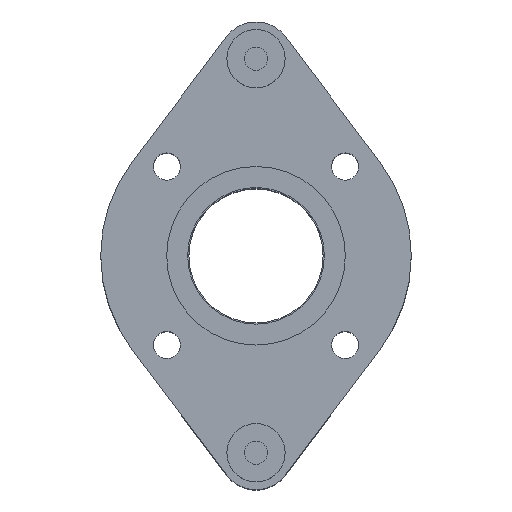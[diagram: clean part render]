
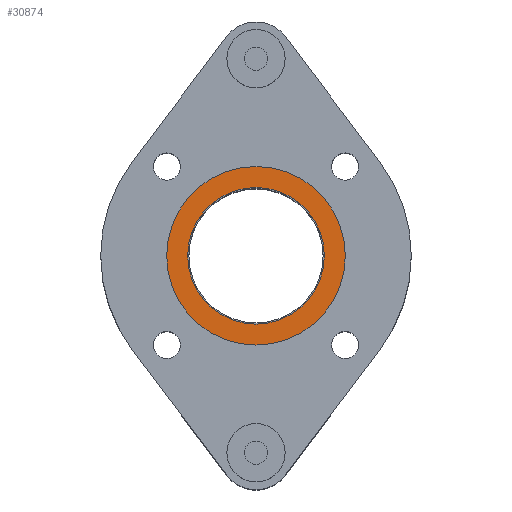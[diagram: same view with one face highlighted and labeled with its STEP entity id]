
A CAD part, top view. The second image highlights one B-rep face of the part: STEP entity #30874.
In plain terms, the highlighted planar face has unit normal (0, 0, 1).
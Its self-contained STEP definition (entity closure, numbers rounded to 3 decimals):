
#260 = CARTESIAN_POINT ( 'NONE',  ( 0., 0., 0.6 ) ) ;
#1454 = VERTEX_POINT ( 'NONE', #16980 ) ;
#2012 = AXIS2_PLACEMENT_3D ( 'NONE', #8005, #17806, #27618 ) ;
#2795 = DIRECTION ( 'NONE',  ( 0., 0., 1. ) ) ;
#4142 = EDGE_LOOP ( 'NONE', ( #5540, #31590 ) ) ;
#4389 = CIRCLE ( 'NONE', #22363, 46. ) ;
#5111 = PLANE ( 'NONE',  #2012 ) ;
#5540 = ORIENTED_EDGE ( 'NONE', *, *, #17907, .T. ) ;
#5588 = FACE_OUTER_BOUND ( 'NONE', #4142, .T. ) ;
#6243 = EDGE_CURVE ( 'NONE', #18185, #1454, #13011, .T. ) ;
#7134 = DIRECTION ( 'NONE',  ( 1., 0., 0. ) ) ;
#7645 = CARTESIAN_POINT ( 'NONE',  ( 0., 0., 0.6 ) ) ;
#8005 = CARTESIAN_POINT ( 'NONE',  ( 0., 0., 0.6 ) ) ;
#8198 = DIRECTION ( 'NONE',  ( 0., 0., 1. ) ) ;
#9541 = CIRCLE ( 'NONE', #17744, 46. ) ;
#10851 = CARTESIAN_POINT ( 'NONE',  ( -46., 0., 0.6 ) ) ;
#11838 = DIRECTION ( 'NONE',  ( 1., 0., 0. ) ) ;
#12187 = CIRCLE ( 'NONE', #28105, 35.2 ) ;
#12622 = DIRECTION ( 'NONE',  ( 1., 0., 0. ) ) ;
#12817 = DIRECTION ( 'NONE',  ( 0., 0., 1. ) ) ;
#13011 = CIRCLE ( 'NONE', #31515, 35.2 ) ;
#14521 = ORIENTED_EDGE ( 'NONE', *, *, #22374, .F. ) ;
#14557 = CARTESIAN_POINT ( 'NONE',  ( 0., 0., 0.6 ) ) ;
#15583 = CARTESIAN_POINT ( 'NONE',  ( 0., 0., 0.6 ) ) ;
#16789 = EDGE_CURVE ( 'NONE', #25339, #18311, #4389, .T. ) ;
#16980 = CARTESIAN_POINT ( 'NONE',  ( -35.2, 0., 0.6 ) ) ;
#17634 = DIRECTION ( 'NONE',  ( 1., 0., 0. ) ) ;
#17744 = AXIS2_PLACEMENT_3D ( 'NONE', #15583, #8198, #7134 ) ;
#17806 = DIRECTION ( 'NONE',  ( 0., 0., 1. ) ) ;
#17907 = EDGE_CURVE ( 'NONE', #18311, #25339, #9541, .T. ) ;
#18185 = VERTEX_POINT ( 'NONE', #21961 ) ;
#18311 = VERTEX_POINT ( 'NONE', #10851 ) ;
#21961 = CARTESIAN_POINT ( 'NONE',  ( 35.2, 0., 0.6 ) ) ;
#22363 = AXIS2_PLACEMENT_3D ( 'NONE', #7645, #2795, #12622 ) ;
#22374 = EDGE_CURVE ( 'NONE', #1454, #18185, #12187, .T. ) ;
#23200 = EDGE_LOOP ( 'NONE', ( #23848, #14521 ) ) ;
#23848 = ORIENTED_EDGE ( 'NONE', *, *, #6243, .F. ) ;
#25206 = FACE_BOUND ( 'NONE', #23200, .T. ) ;
#25339 = VERTEX_POINT ( 'NONE', #25954 ) ;
#25954 = CARTESIAN_POINT ( 'NONE',  ( 46., 0., 0.6 ) ) ;
#26305 = DIRECTION ( 'NONE',  ( 0., 0., 1. ) ) ;
#27618 = DIRECTION ( 'NONE',  ( 1., 0., 0. ) ) ;
#28105 = AXIS2_PLACEMENT_3D ( 'NONE', #14557, #26305, #11838 ) ;
#30874 = ADVANCED_FACE ( 'NONE', ( #5588, #25206 ), #5111, .T. ) ;
#31515 = AXIS2_PLACEMENT_3D ( 'NONE', #260, #12817, #17634 ) ;
#31590 = ORIENTED_EDGE ( 'NONE', *, *, #16789, .T. ) ;
